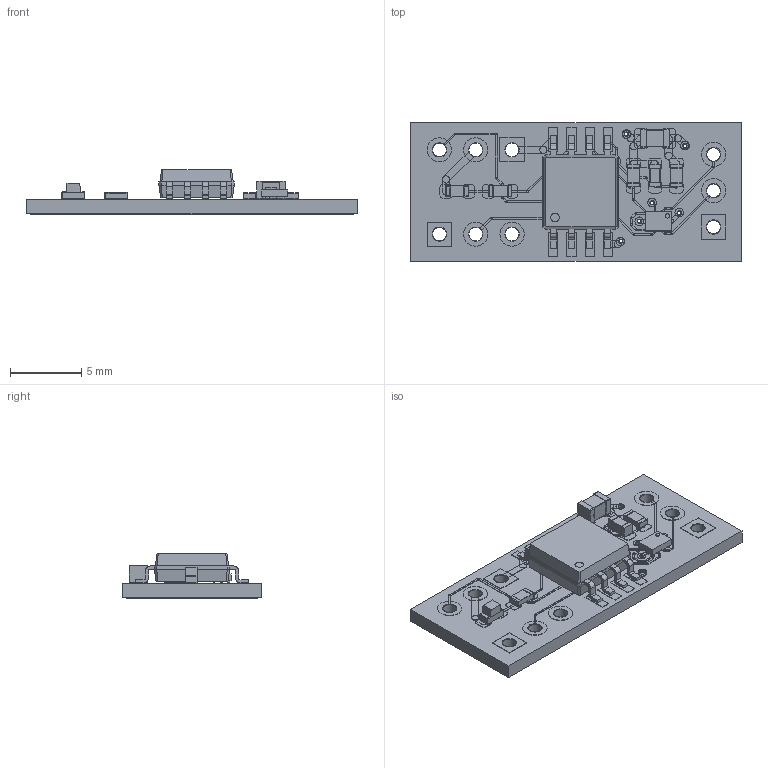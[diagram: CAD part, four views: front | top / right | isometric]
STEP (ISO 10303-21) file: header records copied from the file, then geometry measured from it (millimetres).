
FILE_DESCRIPTION(('KiCad electronic assembly'),'2;1');
FILE_NAME('midi_mic_switch.step','2024-07-20T17:45:47',('Pcbnew'),( 'Kicad'),'Open CASCADE STEP processor 7.7','KiCad to STEP converter' ,'Unknown');
FILE_SCHEMA(('AUTOMOTIVE_DESIGN { 1 0 10303 214 1 1 1 1 }'));
Length unit declared in the file: millimetre
Products named in the file (180): midi_mic_switch 1; Texas_DSBGA-10_1.36x1.86mm_Layout3x4_P0.5mm; Texas_DSBGA_10_136x186mm_Layout3x4_P05mm; R_0603_1608Metric; LED_0603_1608Metric; C_0603_1608Metric; SOIC-8_5.275x5.275mm_P1.27mm; SOIC_8_5275x5275mm_P127mm; C_0805_2012Metric; midi_mic_switch_track_1; midi_mic_switch_track_2; midi_mic_switch_track_3; midi_mic_switch_track_4; midi_mic_switch_track_5; midi_mic_switch_track_6; midi_mic_switch_track_7; midi_mic_switch_track_8; midi_mic_switch_track_9; midi_mic_switch_track_10; midi_mic_switch_track_11; midi_mic_switch_track_12; midi_mic_switch_track_13; midi_mic_switch_track_14; midi_mic_switch_track_15; midi_mic_switch_track_16; midi_mic_switch_track_17; midi_mic_switch_track_18; midi_mic_switch_track_19; midi_mic_switch_track_20; midi_mic_switch_track_21; midi_mic_switch_track_22; midi_mic_switch_track_23; midi_mic_switch_track_24; midi_mic_switch_track_25; midi_mic_switch_track_26; midi_mic_switch_track_27; midi_mic_switch_track_28; midi_mic_switch_track_29; midi_mic_switch_track_30; midi_mic_switch_track_31 ...
Assembly tree (181 placements, depth 3):
  midi_mic_switch 1
    Texas_DSBGA-10_1.36x1.86mm_Layout3x4_P0.5mm
      Texas_DSBGA_10_136x186mm_Layout3x4_P05mm
    R_0603_1608Metric  x3
      R_0603_1608Metric
    LED_0603_1608Metric
      LED_0603_1608Metric
    C_0603_1608Metric
      C_0603_1608Metric
    SOIC-8_5.275x5.275mm_P1.27mm
      SOIC_8_5275x5275mm_P127mm
    C_0805_2012Metric
      C_0805_2012Metric
    midi_mic_switch_track_1
    midi_mic_switch_track_2
    midi_mic_switch_track_3
    midi_mic_switch_track_4
    midi_mic_switch_track_5
    midi_mic_switch_track_6
    midi_mic_switch_track_7
    midi_mic_switch_track_8
    midi_mic_switch_track_9
    midi_mic_switch_track_10
    midi_mic_switch_track_11
    midi_mic_switch_track_12
    midi_mic_switch_track_13
    midi_mic_switch_track_14
    midi_mic_switch_track_15
    midi_mic_switch_track_16
    midi_mic_switch_track_17
    midi_mic_switch_track_18
    midi_mic_switch_track_19
    midi_mic_switch_track_20
    midi_mic_switch_track_21
    midi_mic_switch_track_22
    midi_mic_switch_track_23
    midi_mic_switch_track_24
    midi_mic_switch_track_25
    midi_mic_switch_track_26
    midi_mic_switch_track_27
    midi_mic_switch_track_28
    midi_mic_switch_track_29
    midi_mic_switch_track_30
    midi_mic_switch_track_31
    midi_mic_switch_track_32
    midi_mic_switch_track_33
    midi_mic_switch_track_34
    midi_mic_switch_track_35
    midi_mic_switch_track_36
    midi_mic_switch_track_37
    midi_mic_switch_track_38
    midi_mic_switch_track_39
    midi_mic_switch_track_40
    midi_mic_switch_track_41
    midi_mic_switch_track_42
    midi_mic_switch_track_43
    midi_mic_switch_track_44
    midi_mic_switch_track_45
    midi_mic_switch_track_46
    midi_mic_switch_track_47
Bounding box: 23.15 x 9.7 x 3.14 mm (x, y, z)
Volume: 284.3 mm3; surface area: 1165.5 mm2
Topology: 174 solids, 174 shells, 2183 faces, 5408 edges, 3580 vertices
Faces by surface type: plane 1752, cylinder 387, bspline 32, sphere 12
Full cylindrical faces by diameter (mm): 0.225 x10, 0.25 x35, 0.3 x17, 0.6 x17, 0.95 x27, 1 x18
Entity records: 69045 total; most frequent: CARTESIAN_POINT 11193, DIRECTION 10556, ORIENTED_EDGE 10520, EDGE_CURVE 5260, LINE 4462, VECTOR 4462, VERTEX_POINT 3492, AXIS2_PLACEMENT_3D 3047
